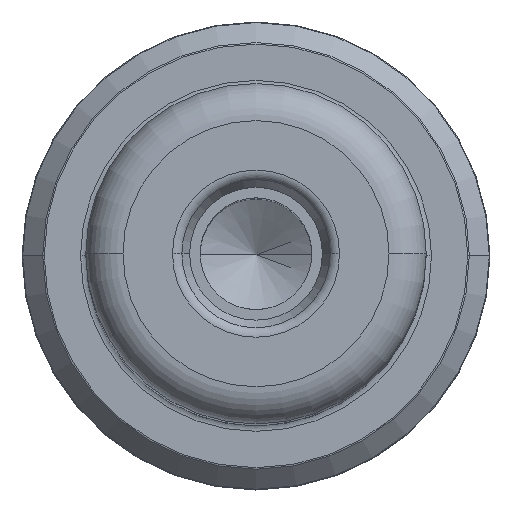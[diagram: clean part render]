
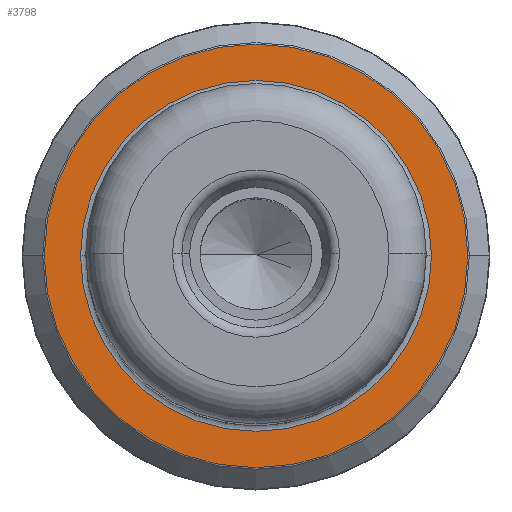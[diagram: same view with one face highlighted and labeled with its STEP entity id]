
A CAD part, top view. The second image highlights one B-rep face of the part: STEP entity #3798.
In plain terms, the highlighted planar face has unit normal (0, 0, 1).
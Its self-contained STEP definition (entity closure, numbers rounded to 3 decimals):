
#57 = CIRCLE ( 'NONE', #3636, 16.5 ) ;
#176 = EDGE_LOOP ( 'NONE', ( #2954, #3844 ) ) ;
#211 = DIRECTION ( 'NONE',  ( 0., 0., -1. ) ) ;
#214 = PLANE ( 'NONE',  #2617 ) ;
#268 = DIRECTION ( 'NONE',  ( 0., 0., 1. ) ) ;
#427 = CIRCLE ( 'NONE', #2662, 16.5 ) ;
#585 = FACE_BOUND ( 'NONE', #176, .T. ) ;
#655 = ORIENTED_EDGE ( 'NONE', *, *, #3795, .T. ) ;
#747 = CARTESIAN_POINT ( 'NONE',  ( 16.5, 0., 33. ) ) ;
#752 = VERTEX_POINT ( 'NONE', #2689 ) ;
#757 = CIRCLE ( 'NONE', #1667, 19.917 ) ;
#1101 = CARTESIAN_POINT ( 'NONE',  ( 0., 0., 33. ) ) ;
#1119 = CARTESIAN_POINT ( 'NONE',  ( 0., 0., 33. ) ) ;
#1243 = CARTESIAN_POINT ( 'NONE',  ( 0., 0., 33. ) ) ;
#1487 = DIRECTION ( 'NONE',  ( 1., 0., 0. ) ) ;
#1549 = EDGE_CURVE ( 'NONE', #752, #3221, #427, .T. ) ;
#1568 = ORIENTED_EDGE ( 'NONE', *, *, #3106, .T. ) ;
#1598 = CIRCLE ( 'NONE', #3014, 19.917 ) ;
#1667 = AXIS2_PLACEMENT_3D ( 'NONE', #3377, #3083, #2771 ) ;
#1919 = DIRECTION ( 'NONE',  ( -1., 0., 0. ) ) ;
#2156 = CARTESIAN_POINT ( 'NONE',  ( 19.917, 0., 33. ) ) ;
#2171 = VERTEX_POINT ( 'NONE', #2688 ) ;
#2603 = DIRECTION ( 'NONE',  ( -1., 0., 0. ) ) ;
#2617 = AXIS2_PLACEMENT_3D ( 'NONE', #3019, #268, #1487 ) ;
#2637 = EDGE_CURVE ( 'NONE', #3221, #752, #57, .T. ) ;
#2662 = AXIS2_PLACEMENT_3D ( 'NONE', #1101, #211, #2603 ) ;
#2684 = FACE_OUTER_BOUND ( 'NONE', #3155, .T. ) ;
#2688 = CARTESIAN_POINT ( 'NONE',  ( -19.917, 0., 33. ) ) ;
#2689 = CARTESIAN_POINT ( 'NONE',  ( -16.5, 0., 33. ) ) ;
#2771 = DIRECTION ( 'NONE',  ( 1., 0., 0. ) ) ;
#2954 = ORIENTED_EDGE ( 'NONE', *, *, #1549, .T. ) ;
#3014 = AXIS2_PLACEMENT_3D ( 'NONE', #1119, #3586, #3568 ) ;
#3019 = CARTESIAN_POINT ( 'NONE',  ( 0., 0., 33. ) ) ;
#3083 = DIRECTION ( 'NONE',  ( 0., 0., 1. ) ) ;
#3106 = EDGE_CURVE ( 'NONE', #2171, #3461, #757, .T. ) ;
#3155 = EDGE_LOOP ( 'NONE', ( #655, #1568 ) ) ;
#3221 = VERTEX_POINT ( 'NONE', #747 ) ;
#3377 = CARTESIAN_POINT ( 'NONE',  ( 0., 0., 33. ) ) ;
#3437 = DIRECTION ( 'NONE',  ( 0., 0., -1. ) ) ;
#3461 = VERTEX_POINT ( 'NONE', #2156 ) ;
#3568 = DIRECTION ( 'NONE',  ( 1., 0., 0. ) ) ;
#3586 = DIRECTION ( 'NONE',  ( 0., 0., 1. ) ) ;
#3636 = AXIS2_PLACEMENT_3D ( 'NONE', #1243, #3437, #1919 ) ;
#3795 = EDGE_CURVE ( 'NONE', #3461, #2171, #1598, .T. ) ;
#3798 = ADVANCED_FACE ( 'NONE', ( #585, #2684 ), #214, .T. ) ;
#3844 = ORIENTED_EDGE ( 'NONE', *, *, #2637, .T. ) ;
